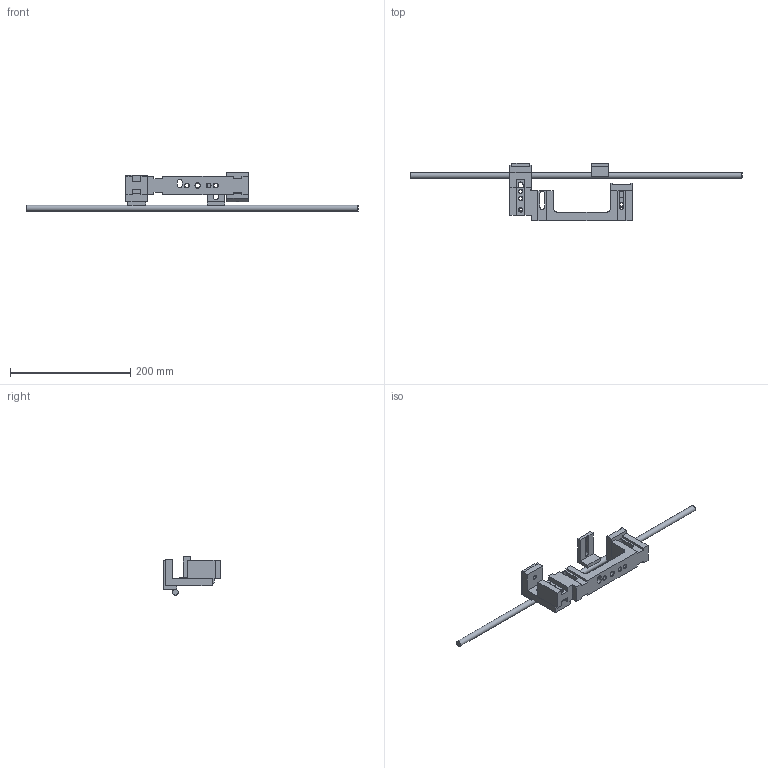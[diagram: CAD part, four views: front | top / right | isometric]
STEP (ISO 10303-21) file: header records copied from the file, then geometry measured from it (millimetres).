
FILE_DESCRIPTION(('FreeCAD Model'),'2;1');
FILE_NAME('Open CASCADE Shape Model','2025-04-29T17:25:58',('FreeCAD'),( 'FreeCAD'),'Open CASCADE STEP processor 7.6','FreeCAD','Unknown');
FILE_SCHEMA(('AUTOMOTIVE_DESIGN { 1 0 10303 214 1 1 1 1 }'));
Length unit declared in the file: millimetre
Products named in the file (1): Open CASCADE STEP translator 7.6 1
Bounding box: 551.35 x 95.89 x 63.52 mm (x, y, z)
Volume: 296366.8 mm3; surface area: 86181.6 mm2
Topology: 6 solids, 6 shells, 149 faces, 403 edges, 265 vertices
Faces by surface type: bspline 149
Entity records: 4923 total; most frequent: CARTESIAN_POINT 2491, ORIENTED_EDGE 806, EDGE_CURVE 403, B_SPLINE_CURVE_WITH_KNOTS 317, VERTEX_POINT 265, FACE_BOUND 182, EDGE_LOOP 182, ADVANCED_FACE 149
